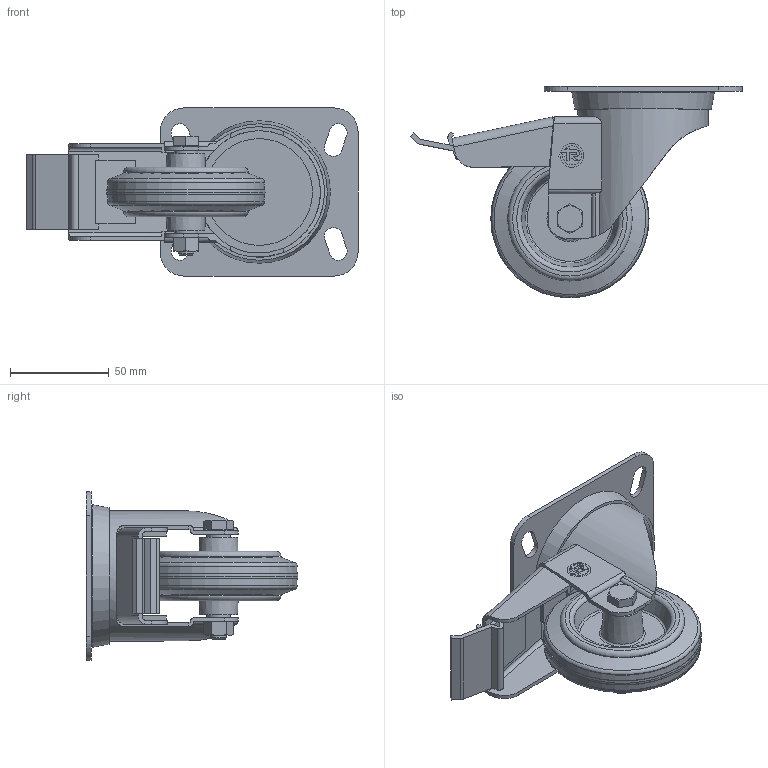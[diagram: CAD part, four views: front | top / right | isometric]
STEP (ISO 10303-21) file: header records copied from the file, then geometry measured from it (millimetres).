
FILE_DESCRIPTION(/* description */ ('958510004071'),/* implementation_level */ '2;1');
FILE_NAME(/* name */ 'CRUST0000026.stp',/* time_stamp */ '2018-05-30T10:42:04+02:00',/* author */ ('fzagni'),/* organization */ (''),/* preprocessor_version */ 'ST-DEVELOPER v16.1',/* originating_system */ 'Autodesk Inventor 2016',/* authorisation */ '');
FILE_SCHEMA (('AUTOMOTIVE_DESIGN { 1 0 10303 214 3 1 1 }'));
Length unit declared in the file: millimetre
Products named in the file (7): 958510004071; 958510004072; 958510004073; 958510004074; 958510004075; 958510004076; 24.164.00
Assembly tree (6 placements, depth 2):
  24.164.00
    958510004071
    958510004072
    958510004073
    958510004074
    958510004075
    958510004076
Bounding box: 167.85 x 107 x 85 mm (x, y, z)
Volume: 173886.4 mm3; surface area: 78843.1 mm2
Topology: 6 solids, 6 shells, 326 faces, 820 edges, 531 vertices
Faces by surface type: plane 202, cylinder 65, cone 39, torus 20
Full cylindrical faces by diameter (mm): 6.647 x1, 8 x4, 11.47 x1, 12 x3, 54 x1, 62 x1, 66 x1
Entity records: 9982 total; most frequent: CARTESIAN_POINT 1905, DIRECTION 1588, ORIENTED_EDGE 1524, EDGE_CURVE 762, AXIS2_PLACEMENT_3D 541, VERTEX_POINT 526, LINE 506, VECTOR 506
